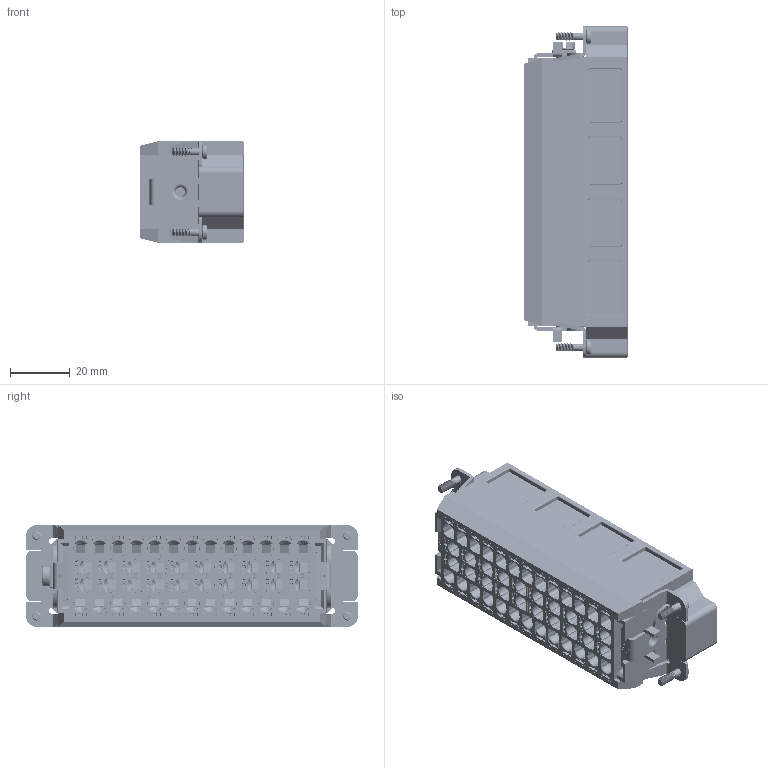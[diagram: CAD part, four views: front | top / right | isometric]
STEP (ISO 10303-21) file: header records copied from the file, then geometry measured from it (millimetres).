
FILE_DESCRIPTION((''),'2;1');
FILE_NAME('M','2021-07-22T14:16:48',('xl.su'),(''),'CREO PARAMETRIC BY PTC INC, 2017110','CREO PARAMETRIC BY PTC INC, 2017110','');
FILE_SCHEMA(('CONFIG_CONTROL_DESIGN'));
Products named in the file (1): M
Bounding box: 34.5 x 111.1 x 34 mm (x, y, z)
Volume: 69624.2 mm3; surface area: 46264.5 mm2
Topology: 1 solids, 93 shells, 7295 faces, 19969 edges, 12945 vertices
Faces by surface type: plane 4041, cylinder 1756, cone 732, bspline 427, torus 218, sphere 121
Entity records: 268740 total; most frequent: CARTESIAN_POINT 90947, ORIENTED_EDGE 39702, DIRECTION 33283, EDGE_CURVE 19851, VERTEX_POINT 12945, VECTOR 11971, LINE 11971, AXIS2_PLACEMENT_3D 10656
